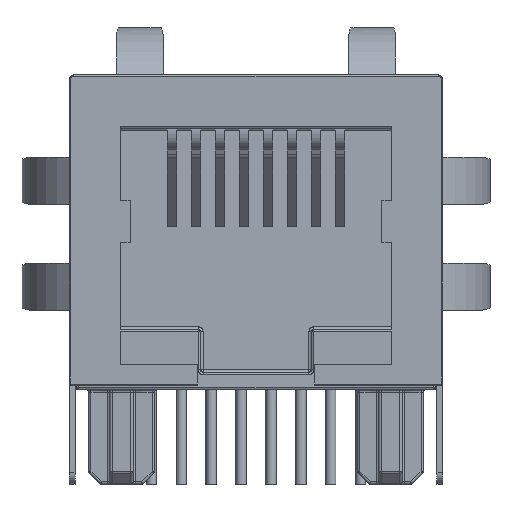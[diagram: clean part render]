
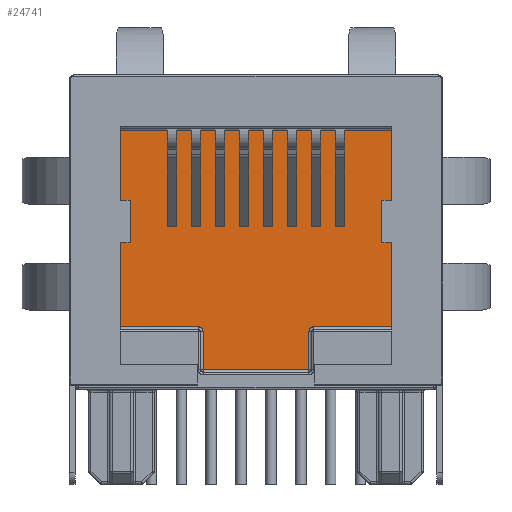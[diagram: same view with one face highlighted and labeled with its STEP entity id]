
A CAD part, front view. The second image highlights one B-rep face of the part: STEP entity #24741.
In plain terms, the highlighted planar face has unit normal (0, -1, 0).
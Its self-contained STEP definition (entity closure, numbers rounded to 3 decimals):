
#129 = DIRECTION ( 'NONE',  ( 1., 0., 0. ) ) ;
#284 = VECTOR ( 'NONE', #129, 1000. ) ;
#503 = VECTOR ( 'NONE', #12944, 1000. ) ;
#721 = CARTESIAN_POINT ( 'NONE',  ( -2.35, 2.245, 3.113 ) ) ;
#1295 = ORIENTED_EDGE ( 'NONE', *, *, #10633, .T. ) ;
#1451 = VERTEX_POINT ( 'NONE', #21765 ) ;
#1550 = EDGE_CURVE ( 'NONE', #7673, #25111, #24499, .T. ) ;
#2073 = CARTESIAN_POINT ( 'NONE',  ( 2.253, 2.245, 2.933 ) ) ;
#2322 = VECTOR ( 'NONE', #10940, 1000. ) ;
#2548 = CARTESIAN_POINT ( 'NONE',  ( -1.176, 2.245, 3.133 ) ) ;
#2780 = VERTEX_POINT ( 'NONE', #13264 ) ;
#3277 = AXIS2_PLACEMENT_3D ( 'NONE', #5157, #25397, #8059 ) ;
#3441 = CARTESIAN_POINT ( 'NONE',  ( 2.253, 2.245, 7.249 ) ) ;
#3635 = CARTESIAN_POINT ( 'NONE',  ( -2.253, 2.245, 2.988 ) ) ;
#4166 = VECTOR ( 'NONE', #5458, 1000. ) ;
#4437 = LINE ( 'NONE', #3441, #26625 ) ;
#4972 = CARTESIAN_POINT ( 'NONE',  ( 2.453, 2.245, 3.133 ) ) ;
#5157 = CARTESIAN_POINT ( 'NONE',  ( 0., 2.245, 7.249 ) ) ;
#5280 = LINE ( 'NONE', #7941, #20702 ) ;
#5287 = VERTEX_POINT ( 'NONE', #31185 ) ;
#5458 = DIRECTION ( 'NONE',  ( 1., 0., 0. ) ) ;
#5607 = VERTEX_POINT ( 'NONE', #16136 ) ;
#6528 = VERTEX_POINT ( 'NONE', #20110 ) ;
#7631 = EDGE_CURVE ( 'NONE', #9734, #5607, #17143, .T. ) ;
#7673 = VERTEX_POINT ( 'NONE', #32331 ) ;
#7941 = CARTESIAN_POINT ( 'NONE',  ( -2.253, 2.245, 7.249 ) ) ;
#7987 = DIRECTION ( 'NONE',  ( 0., 0., -1. ) ) ;
#8052 = CARTESIAN_POINT ( 'NONE',  ( -3.083, 2.245, 11.469 ) ) ;
#8059 = DIRECTION ( 'NONE',  ( 0., 0., -1. ) ) ;
#8127 = B_SPLINE_CURVE_WITH_KNOTS ( 'NONE', 3,
 ( #2073, #19351, #30976, #13637, #33894, #16564 ),
 .UNSPECIFIED., .F., .F.,
 ( 4, 2, 4 ),
 ( 0., 0.5, 1. ),
 .UNSPECIFIED. ) ;
#8917 = ORIENTED_EDGE ( 'NONE', *, *, #22337, .T. ) ;
#9115 = CARTESIAN_POINT ( 'NONE',  ( 2.253, 2.245, 1.303 ) ) ;
#9327 = CARTESIAN_POINT ( 'NONE',  ( -2.398, 2.245, 3.133 ) ) ;
#9734 = VERTEX_POINT ( 'NONE', #4972 ) ;
#10633 = EDGE_CURVE ( 'NONE', #21914, #6528, #4437, .T. ) ;
#10940 = DIRECTION ( 'NONE',  ( -1., 0., 0. ) ) ;
#11433 = FACE_OUTER_BOUND ( 'NONE', #21231, .T. ) ;
#11471 = EDGE_CURVE ( 'NONE', #25111, #1451, #15224, .T. ) ;
#12194 = CARTESIAN_POINT ( 'NONE',  ( -2.453, 2.245, 3.133 ) ) ;
#12944 = DIRECTION ( 'NONE',  ( 0., 0., 1. ) ) ;
#13264 = CARTESIAN_POINT ( 'NONE',  ( -2.253, 2.245, 1.303 ) ) ;
#13637 = CARTESIAN_POINT ( 'NONE',  ( 2.35, 2.245, 3.113 ) ) ;
#13669 = EDGE_CURVE ( 'NONE', #5607, #7673, #22645, .T. ) ;
#14623 = ORIENTED_EDGE ( 'NONE', *, *, #11471, .T. ) ;
#15178 = ORIENTED_EDGE ( 'NONE', *, *, #1550, .T. ) ;
#15224 = LINE ( 'NONE', #28221, #37414 ) ;
#16136 = CARTESIAN_POINT ( 'NONE',  ( 6.066, 2.245, 3.133 ) ) ;
#16221 = VECTOR ( 'NONE', #32079, 1000. ) ;
#16564 = CARTESIAN_POINT ( 'NONE',  ( 2.453, 2.245, 3.133 ) ) ;
#17143 = LINE ( 'NONE', #29210, #16221 ) ;
#17412 = CARTESIAN_POINT ( 'NONE',  ( 1.176, 2.245, 1.303 ) ) ;
#17528 = EDGE_CURVE ( 'NONE', #6528, #9734, #8127, .T. ) ;
#17589 = EDGE_CURVE ( 'NONE', #1451, #5287, #28118, .T. ) ;
#18415 = ORIENTED_EDGE ( 'NONE', *, *, #27556, .T. ) ;
#19351 = CARTESIAN_POINT ( 'NONE',  ( 2.253, 2.245, 2.988 ) ) ;
#19504 = VERTEX_POINT ( 'NONE', #31487 ) ;
#19953 = EDGE_CURVE ( 'NONE', #19504, #2780, #5280, .T. ) ;
#20110 = CARTESIAN_POINT ( 'NONE',  ( 2.253, 2.245, 2.933 ) ) ;
#20114 = ORIENTED_EDGE ( 'NONE', *, *, #13669, .T. ) ;
#20702 = VECTOR ( 'NONE', #25157, 1000. ) ;
#20939 = CARTESIAN_POINT ( 'NONE',  ( -2.272, 2.245, 3.036 ) ) ;
#21231 = EDGE_LOOP ( 'NONE', ( #22732, #20114, #15178, #14623, #24638, #8917, #23122, #18415, #1295, #30280 ) ) ;
#21728 = CARTESIAN_POINT ( 'NONE',  ( -6.066, 2.245, 11.469 ) ) ;
#21765 = CARTESIAN_POINT ( 'NONE',  ( -6.066, 2.245, 3.133 ) ) ;
#21914 = VERTEX_POINT ( 'NONE', #9115 ) ;
#22337 = EDGE_CURVE ( 'NONE', #5287, #19504, #31676, .T. ) ;
#22396 = PLANE ( 'NONE',  #3277 ) ;
#22645 = LINE ( 'NONE', #30292, #503 ) ;
#22732 = ORIENTED_EDGE ( 'NONE', *, *, #7631, .T. ) ;
#23122 = ORIENTED_EDGE ( 'NONE', *, *, #19953, .T. ) ;
#23692 = DIRECTION ( 'NONE',  ( 0., 0., 1. ) ) ;
#23886 = CARTESIAN_POINT ( 'NONE',  ( -2.253, 2.245, 2.933 ) ) ;
#24499 = LINE ( 'NONE', #8052, #2322 ) ;
#24638 = ORIENTED_EDGE ( 'NONE', *, *, #17589, .T. ) ;
#24741 = ADVANCED_FACE ( 'NONE', ( #11433 ), #22396, .T. ) ;
#25111 = VERTEX_POINT ( 'NONE', #21728 ) ;
#25157 = DIRECTION ( 'NONE',  ( 0., 0., -1. ) ) ;
#25397 = DIRECTION ( 'NONE',  ( 0., -1., 0. ) ) ;
#26625 = VECTOR ( 'NONE', #23692, 1000. ) ;
#27556 = EDGE_CURVE ( 'NONE', #2780, #21914, #30991, .T. ) ;
#28118 = LINE ( 'NONE', #2548, #4166 ) ;
#28221 = CARTESIAN_POINT ( 'NONE',  ( -6.066, 2.245, 5.141 ) ) ;
#29210 = CARTESIAN_POINT ( 'NONE',  ( 3.083, 2.245, 3.133 ) ) ;
#30280 = ORIENTED_EDGE ( 'NONE', *, *, #17528, .T. ) ;
#30292 = CARTESIAN_POINT ( 'NONE',  ( 6.066, 2.245, 9.659 ) ) ;
#30976 = CARTESIAN_POINT ( 'NONE',  ( 2.272, 2.245, 3.035 ) ) ;
#30991 = LINE ( 'NONE', #17412, #284 ) ;
#31185 = CARTESIAN_POINT ( 'NONE',  ( -2.453, 2.245, 3.133 ) ) ;
#31487 = CARTESIAN_POINT ( 'NONE',  ( -2.253, 2.245, 2.933 ) ) ;
#31676 = B_SPLINE_CURVE_WITH_KNOTS ( 'NONE', 3,
 ( #12194, #9327, #721, #20939, #3635, #23886 ),
 .UNSPECIFIED., .F., .F.,
 ( 4, 2, 4 ),
 ( 0., 0.5, 1. ),
 .UNSPECIFIED. ) ;
#32079 = DIRECTION ( 'NONE',  ( 1., 0., 0. ) ) ;
#32331 = CARTESIAN_POINT ( 'NONE',  ( 6.066, 2.245, 11.469 ) ) ;
#33894 = CARTESIAN_POINT ( 'NONE',  ( 2.397, 2.245, 3.133 ) ) ;
#37414 = VECTOR ( 'NONE', #7987, 1000. ) ;
